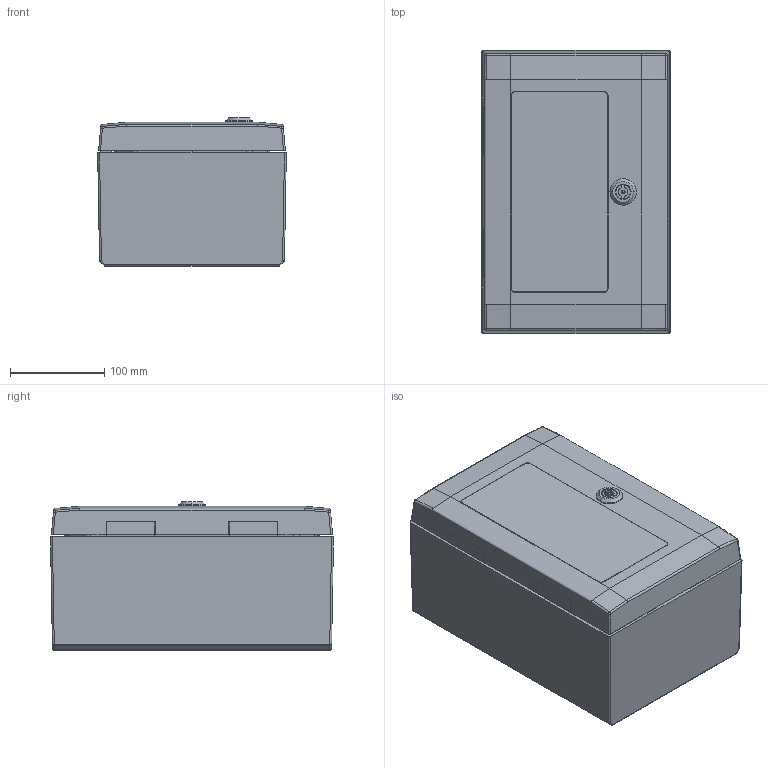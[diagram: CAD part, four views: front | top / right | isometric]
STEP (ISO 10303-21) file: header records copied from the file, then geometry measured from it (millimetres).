
FILE_DESCRIPTION (( 'STEP AP203' ), '1' );
FILE_NAME ('ARCA 302015W with MPS.STEP', '2022-05-24T12:50:55', ( '' ), ( '' ), 'SwSTEP 2.0', 'SolidWorks 2021', '' );
FILE_SCHEMA (( 'CONFIG_CONTROL_DESIGN' ));
Length unit declared in the file: millimetre
Products named in the file (14): NewCab Lock Cam; Lock Cam as OPEN position; Cabinet 302012 Base; 1000-02; MPS 3020; 1000-102A-1X_AF0; 1000-102A-D_ASM; Window 3020; 1000-102A-2X; Cover 302003W; 1000-u187-n2_asm; ARCA 302015W with MPS; ARCA IEC DB small; Cabinet hinge small
Assembly tree (14 placements, depth 4):
  ARCA 302015W with MPS
    Cabinet 302012 Base
    Cabinet hinge small  x2
    Cover 302003W
    ARCA IEC DB small
      1000-102A-D_ASM
        1000-102A-1X_AF0
        1000-102A-2X
      1000-02
      1000-u187-n2_asm
      NewCab Lock Cam
    Lock Cam as OPEN position
    MPS 3020
    Window 3020
Bounding box: 200 x 300 x 157.2 mm (x, y, z)
Volume: 1396504.3 mm3; surface area: 849963 mm2
Topology: 13 solids, 13 shells, 1781 faces, 4556 edges, 2941 vertices
Faces by surface type: plane 1120, cylinder 351, cone 214, bspline 84, torus 8, sphere 4
Entity records: 56854 total; most frequent: CARTESIAN_POINT 13758, ORIENTED_EDGE 8810, DIRECTION 8310, EDGE_CURVE 4405, VECTOR 3004, LINE 3004, VERTEX_POINT 2851, AXIS2_PLACEMENT_3D 2653
